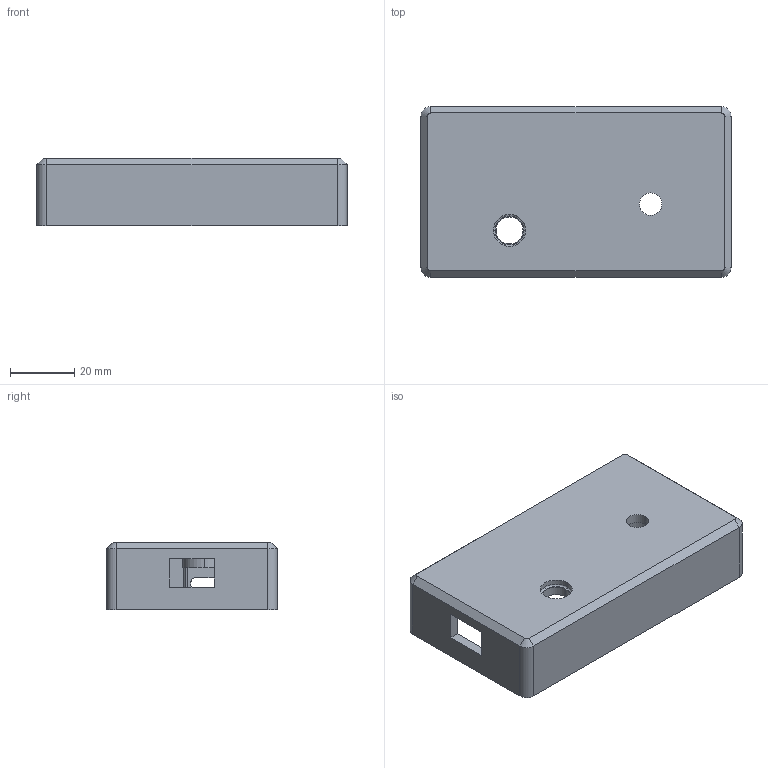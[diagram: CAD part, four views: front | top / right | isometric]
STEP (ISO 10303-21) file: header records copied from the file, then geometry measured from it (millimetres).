
FILE_DESCRIPTION (( 'STEP AP203' ), '1' );
FILE_NAME ('Base PCB.STEP', '2021-11-29T19:22:26', ( '' ), ( '' ), 'SwSTEP 2.0', 'SolidWorks 2018', '' );
FILE_SCHEMA (( 'CONFIG_CONTROL_DESIGN' ));
Length unit declared in the file: millimetre
Products named in the file (1): Base PCB
Bounding box: 96.25 x 53 x 21 mm (x, y, z)
Volume: 30486.2 mm3; surface area: 22509.5 mm2
Topology: 1 solids, 1 shells, 164 faces, 392 edges, 245 vertices
Faces by surface type: plane 74, cylinder 65, cone 15, torus 8, sphere 2
Entity records: 4818 total; most frequent: DIRECTION 877, CARTESIAN_POINT 801, ORIENTED_EDGE 776, EDGE_CURVE 388, AXIS2_PLACEMENT_3D 325, VERTEX_POINT 245, VECTOR 227, LINE 227
